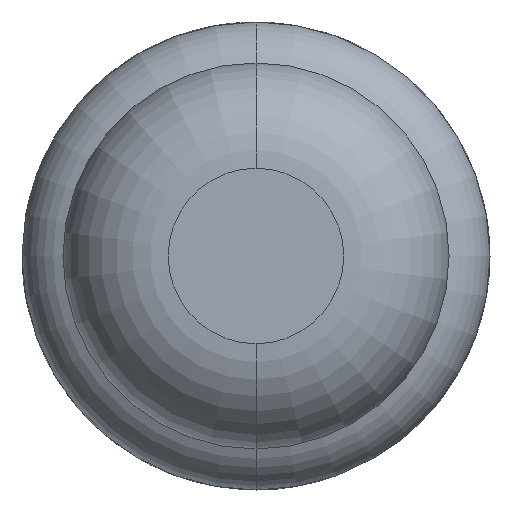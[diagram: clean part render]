
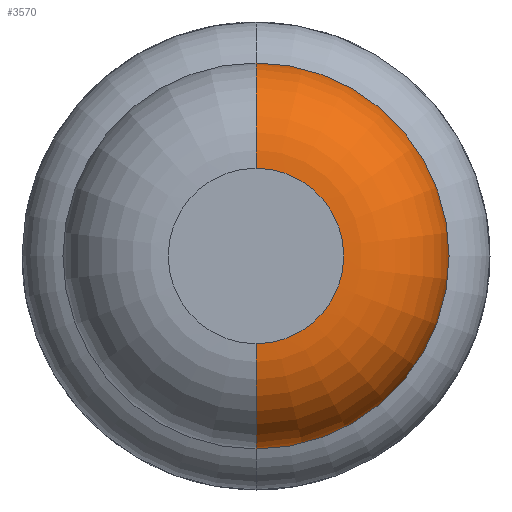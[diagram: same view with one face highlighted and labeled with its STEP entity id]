
A CAD part, front view. The second image highlights one B-rep face of the part: STEP entity #3570.
In plain terms, the highlighted toroidal (fillet/blend) face has major radius 0.375 mm and minor radius 0.45 mm.
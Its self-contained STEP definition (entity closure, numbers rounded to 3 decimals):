
#20 = AXIS2_PLACEMENT_3D ( 'NONE', #1360, #3231, #3836 ) ;
#122 = CARTESIAN_POINT ( 'NONE',  ( 0., -28.55, 0. ) ) ;
#192 = CARTESIAN_POINT ( 'NONE',  ( 0., -28.55, 0.825 ) ) ;
#249 = ORIENTED_EDGE ( 'NONE', *, *, #3599, .T. ) ;
#323 = EDGE_CURVE ( 'Defeature ausgef�hrt1_9+Defeature ausgef�hrt1_8+Defeature ausgef�hrt1_8+Defeature ausgef�hrt1_8', #3681, #3779, #3337, .T. ) ;
#544 = CARTESIAN_POINT ( 'NONE',  ( 0., -29., -0.375 ) ) ;
#643 = AXIS2_PLACEMENT_3D ( 'NONE', #1071, #3841, #2585 ) ;
#863 = CARTESIAN_POINT ( 'NONE',  ( 0., -28.55, -0.375 ) ) ;
#1071 = CARTESIAN_POINT ( 'NONE',  ( 0., -28.55, 0.375 ) ) ;
#1168 = EDGE_CURVE ( 'NONE', #2166, #3681, #3045, .T. ) ;
#1207 = FACE_OUTER_BOUND ( 'NONE', #2353, .T. ) ;
#1219 = CARTESIAN_POINT ( 'NONE',  ( 0., -29., 0.375 ) ) ;
#1241 = EDGE_CURVE ( 'Defeature ausgef�hrt1_8+Defeature ausgef�hrt1_7+Defeature ausgef�hrt1_7+Defeature ausgef�hrt1_7', #2166, #1728, #1394, .T. ) ;
#1360 = CARTESIAN_POINT ( 'NONE',  ( 0., -28.55, 0. ) ) ;
#1386 = AXIS2_PLACEMENT_3D ( 'NONE', #122, #1610, #2260 ) ;
#1394 = CIRCLE ( 'NONE', #3587, 0.375 ) ;
#1541 = TOROIDAL_SURFACE ( 'NONE', #20, 0.375, 0.45 ) ;
#1610 = DIRECTION ( 'NONE',  ( 0., 1., 0. ) ) ;
#1728 = VERTEX_POINT ( 'NONE', #544 ) ;
#2140 = CARTESIAN_POINT ( 'NONE',  ( 0., -29., 0. ) ) ;
#2166 = VERTEX_POINT ( 'NONE', #1219 ) ;
#2260 = DIRECTION ( 'NONE',  ( 0., 0., 1. ) ) ;
#2353 = EDGE_LOOP ( 'NONE', ( #3310, #249, #2440, #3420 ) ) ;
#2440 = ORIENTED_EDGE ( 'NONE', *, *, #323, .F. ) ;
#2585 = DIRECTION ( 'NONE',  ( 0., 0., 1. ) ) ;
#2679 = DIRECTION ( 'NONE',  ( 1., 0., 0. ) ) ;
#3015 = DIRECTION ( 'NONE',  ( 0., 0., -1. ) ) ;
#3045 = CIRCLE ( 'NONE', #643, 0.45 ) ;
#3231 = DIRECTION ( 'NONE',  ( 0., 1., 0. ) ) ;
#3310 = ORIENTED_EDGE ( 'NONE', *, *, #1241, .T. ) ;
#3337 = CIRCLE ( 'NONE', #1386, 0.825 ) ;
#3420 = ORIENTED_EDGE ( 'NONE', *, *, #1168, .F. ) ;
#3477 = CIRCLE ( 'NONE', #3960, 0.45 ) ;
#3570 = ADVANCED_FACE ( 'Defeature ausgef�hrt1_8', ( #1207 ), #1541, .T. ) ;
#3587 = AXIS2_PLACEMENT_3D ( 'NONE', #2140, #3650, #3664 ) ;
#3599 = EDGE_CURVE ( 'NONE', #1728, #3779, #3477, .T. ) ;
#3650 = DIRECTION ( 'NONE',  ( 0., 1., 0. ) ) ;
#3664 = DIRECTION ( 'NONE',  ( 0., 0., 1. ) ) ;
#3681 = VERTEX_POINT ( 'NONE', #192 ) ;
#3779 = VERTEX_POINT ( 'NONE', #3933 ) ;
#3836 = DIRECTION ( 'NONE',  ( 0., 0., 1. ) ) ;
#3841 = DIRECTION ( 'NONE',  ( -1., 0., 0. ) ) ;
#3933 = CARTESIAN_POINT ( 'NONE',  ( 0., -28.55, -0.825 ) ) ;
#3960 = AXIS2_PLACEMENT_3D ( 'NONE', #863, #2679, #3015 ) ;
